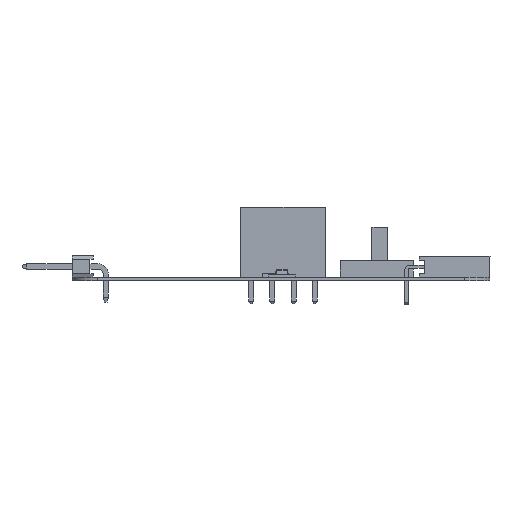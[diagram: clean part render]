
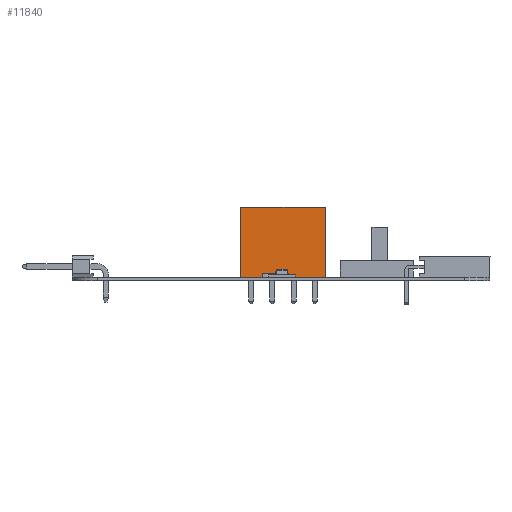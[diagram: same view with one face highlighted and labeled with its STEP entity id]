
A CAD part, left-side view. The second image highlights one B-rep face of the part: STEP entity #11840.
In plain terms, the highlighted face is planar.
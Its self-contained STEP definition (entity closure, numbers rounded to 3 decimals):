
#11840 = ADVANCED_FACE('',(#11841),#11875,.T.);
#11841 = FACE_BOUND('',#11842,.T.);
#11842 = EDGE_LOOP('',(#11843,#11853,#11861,#11869));
#11843 = ORIENTED_EDGE('',*,*,#11844,.T.);
#11844 = EDGE_CURVE('',#11845,#11847,#11849,.T.);
#11845 = VERTEX_POINT('',#11846);
#11846 = CARTESIAN_POINT('',(-1.27,1.27,8.4));
#11847 = VERTEX_POINT('',#11848);
#11848 = CARTESIAN_POINT('',(8.89,1.27,8.4));
#11849 = LINE('',#11850,#11851);
#11850 = CARTESIAN_POINT('',(1.27,1.27,8.4));
#11851 = VECTOR('',#11852,1.);
#11852 = DIRECTION('',(1.,0.,0.));
#11853 = ORIENTED_EDGE('',*,*,#11854,.T.);
#11854 = EDGE_CURVE('',#11847,#11855,#11857,.T.);
#11855 = VERTEX_POINT('',#11856);
#11856 = CARTESIAN_POINT('',(8.89,1.27,0.));
#11857 = LINE('',#11858,#11859);
#11858 = CARTESIAN_POINT('',(8.89,1.27,0.));
#11859 = VECTOR('',#11860,1.);
#11860 = DIRECTION('',(0.,0.,-1.));
#11861 = ORIENTED_EDGE('',*,*,#11862,.T.);
#11862 = EDGE_CURVE('',#11855,#11863,#11865,.T.);
#11863 = VERTEX_POINT('',#11864);
#11864 = CARTESIAN_POINT('',(-1.27,1.27,0.));
#11865 = LINE('',#11866,#11867);
#11866 = CARTESIAN_POINT('',(1.27,1.27,0.));
#11867 = VECTOR('',#11868,1.);
#11868 = DIRECTION('',(-1.,0.,0.));
#11869 = ORIENTED_EDGE('',*,*,#11870,.T.);
#11870 = EDGE_CURVE('',#11863,#11845,#11871,.T.);
#11871 = LINE('',#11872,#11873);
#11872 = CARTESIAN_POINT('',(-1.27,1.27,0.));
#11873 = VECTOR('',#11874,1.);
#11874 = DIRECTION('',(0.,0.,1.));
#11875 = PLANE('',#11876);
#11876 = AXIS2_PLACEMENT_3D('',#11877,#11878,#11879);
#11877 = CARTESIAN_POINT('',(1.27,1.27,0.));
#11878 = DIRECTION('',(0.,1.,0.));
#11879 = DIRECTION('',(0.,0.,1.));
